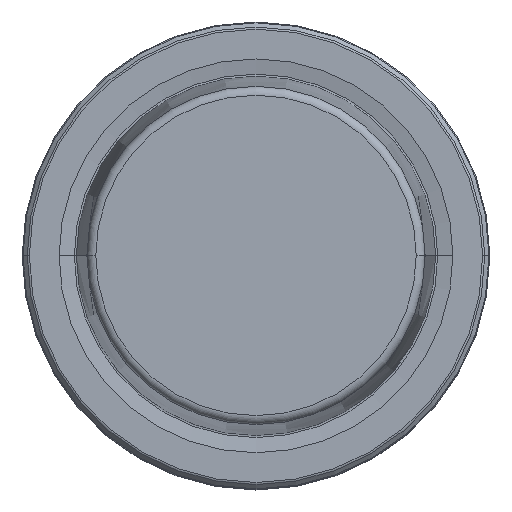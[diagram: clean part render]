
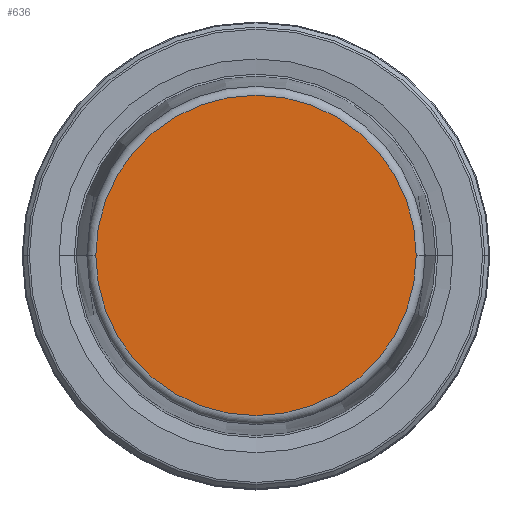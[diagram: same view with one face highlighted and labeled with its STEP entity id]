
A CAD part, top view. The second image highlights one B-rep face of the part: STEP entity #636.
In plain terms, the highlighted planar face has unit normal (0, 0, 1).
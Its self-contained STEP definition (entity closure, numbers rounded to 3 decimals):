
#88 = DIRECTION ( 'NONE',  ( 1., 0., 0. ) ) ;
#141 = AXIS2_PLACEMENT_3D ( 'NONE', #1146, #1062, #469 ) ;
#180 = CIRCLE ( 'NONE', #1082, 21.581 ) ;
#220 = CARTESIAN_POINT ( 'NONE',  ( 0., 0., 31.9 ) ) ;
#318 = DIRECTION ( 'NONE',  ( 1., 0., 0. ) ) ;
#324 = EDGE_CURVE ( 'NONE', #895, #889, #978, .T. ) ;
#386 = FACE_OUTER_BOUND ( 'NONE', #741, .T. ) ;
#461 = ORIENTED_EDGE ( 'NONE', *, *, #324, .T. ) ;
#469 = DIRECTION ( 'NONE',  ( -1., 0., 0. ) ) ;
#636 = ADVANCED_FACE ( 'NONE', ( #386 ), #959, .F. ) ;
#663 = DIRECTION ( 'NONE',  ( 0., 0., 1. ) ) ;
#741 = EDGE_LOOP ( 'NONE', ( #1177, #461 ) ) ;
#889 = VERTEX_POINT ( 'NONE', #1000 ) ;
#895 = VERTEX_POINT ( 'NONE', #1185 ) ;
#906 = DIRECTION ( 'NONE',  ( 0., 0., 1. ) ) ;
#959 = PLANE ( 'NONE',  #141 ) ;
#978 = CIRCLE ( 'NONE', #1109, 21.581 ) ;
#1000 = CARTESIAN_POINT ( 'NONE',  ( 21.581, 0., 31.9 ) ) ;
#1062 = DIRECTION ( 'NONE',  ( 0., 0., -1. ) ) ;
#1082 = AXIS2_PLACEMENT_3D ( 'NONE', #220, #906, #318 ) ;
#1109 = AXIS2_PLACEMENT_3D ( 'NONE', #1248, #663, #88 ) ;
#1146 = CARTESIAN_POINT ( 'NONE',  ( 0., 0., 31.9 ) ) ;
#1177 = ORIENTED_EDGE ( 'NONE', *, *, #1223, .T. ) ;
#1185 = CARTESIAN_POINT ( 'NONE',  ( -21.581, 0., 31.9 ) ) ;
#1223 = EDGE_CURVE ( 'NONE', #889, #895, #180, .T. ) ;
#1248 = CARTESIAN_POINT ( 'NONE',  ( 0., 0., 31.9 ) ) ;
